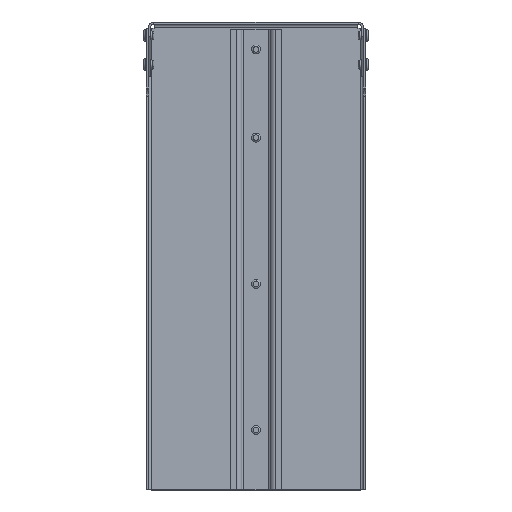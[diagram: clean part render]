
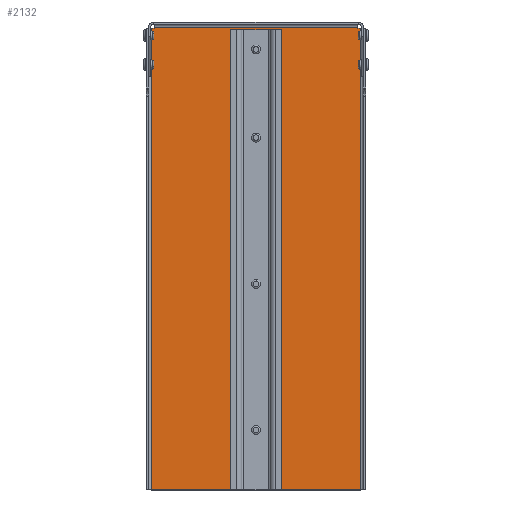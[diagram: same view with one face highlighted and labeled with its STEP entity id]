
A CAD part, top view. The second image highlights one B-rep face of the part: STEP entity #2132.
In plain terms, the highlighted planar face has unit normal (0, 0, 1).
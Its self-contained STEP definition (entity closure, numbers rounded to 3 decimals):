
#125=PLANE('',#2334);
#245=LINE('',#3345,#455);
#283=LINE('',#3437,#493);
#285=LINE('',#3444,#495);
#288=LINE('',#3452,#498);
#289=LINE('',#3454,#499);
#290=LINE('',#3455,#500);
#291=LINE('',#3457,#501);
#292=LINE('',#3458,#502);
#455=VECTOR('',#2669,1000.);
#493=VECTOR('',#2743,1000.);
#495=VECTOR('',#2751,1000.);
#498=VECTOR('',#2758,1000.);
#499=VECTOR('',#2759,1000.);
#500=VECTOR('',#2760,1000.);
#501=VECTOR('',#2761,1000.);
#502=VECTOR('',#2762,1000.);
#840=ORIENTED_EDGE('',*,*,#1342,.F.);
#841=ORIENTED_EDGE('',*,*,#1350,.T.);
#842=ORIENTED_EDGE('',*,*,#1351,.T.);
#843=ORIENTED_EDGE('',*,*,#1294,.F.);
#844=ORIENTED_EDGE('',*,*,#1352,.F.);
#845=ORIENTED_EDGE('',*,*,#1353,.F.);
#846=ORIENTED_EDGE('',*,*,#1346,.F.);
#847=ORIENTED_EDGE('',*,*,#1354,.T.);
#1294=EDGE_CURVE('',#1568,#1569,#245,.T.);
#1342=EDGE_CURVE('',#1604,#1605,#283,.T.);
#1346=EDGE_CURVE('',#1606,#1607,#285,.T.);
#1350=EDGE_CURVE('',#1604,#1610,#288,.T.);
#1351=EDGE_CURVE('',#1610,#1569,#289,.T.);
#1352=EDGE_CURVE('',#1611,#1568,#290,.T.);
#1353=EDGE_CURVE('',#1607,#1611,#291,.T.);
#1354=EDGE_CURVE('',#1606,#1605,#292,.T.);
#1568=VERTEX_POINT('',#3344);
#1569=VERTEX_POINT('',#3346);
#1604=VERTEX_POINT('',#3436);
#1605=VERTEX_POINT('',#3438);
#1606=VERTEX_POINT('',#3443);
#1607=VERTEX_POINT('',#3445);
#1610=VERTEX_POINT('',#3453);
#1611=VERTEX_POINT('',#3456);
#1818=EDGE_LOOP('',(#840,#841,#842,#843,#844,#845,#846,#847));
#1958=FACE_BOUND('',#1818,.T.);
#2132=ADVANCED_FACE('',(#1958),#125,.F.);
#2334=AXIS2_PLACEMENT_3D('',#3451,#2756,#2757);
#2669=DIRECTION('',(-1.,0.,0.));
#2743=DIRECTION('',(0.,1.,0.));
#2751=DIRECTION('',(0.,-1.,0.));
#2756=DIRECTION('',(0.,0.,-1.));
#2757=DIRECTION('',(-1.,0.,0.));
#2758=DIRECTION('',(-1.,0.,0.));
#2759=DIRECTION('',(0.,-1.,0.));
#2760=DIRECTION('',(0.,-1.,0.));
#2761=DIRECTION('',(1.,0.,0.));
#2762=DIRECTION('',(-1.,0.,0.));
#3344=CARTESIAN_POINT('',(141.,-316.,1.5));
#3345=CARTESIAN_POINT('',(139.,-316.,1.5));
#3346=CARTESIAN_POINT('',(-2.,-316.,1.5));
#3436=CARTESIAN_POINT('',(0.,0.,1.5));
#3437=CARTESIAN_POINT('',(0.,-316.,1.5));
#3438=CARTESIAN_POINT('',(0.,0.5,1.5));
#3443=CARTESIAN_POINT('',(139.,0.5,1.5));
#3444=CARTESIAN_POINT('',(139.,0.,1.5));
#3445=CARTESIAN_POINT('',(139.,0.,1.5));
#3451=CARTESIAN_POINT('',(0.,0.,1.5));
#3452=CARTESIAN_POINT('',(0.,0.,1.5));
#3453=CARTESIAN_POINT('',(-2.,0.,1.5));
#3454=CARTESIAN_POINT('',(-2.,0.,1.5));
#3455=CARTESIAN_POINT('',(141.,0.,1.5));
#3456=CARTESIAN_POINT('',(141.,0.,1.5));
#3457=CARTESIAN_POINT('',(139.,0.,1.5));
#3458=CARTESIAN_POINT('',(139.,0.5,1.5));
